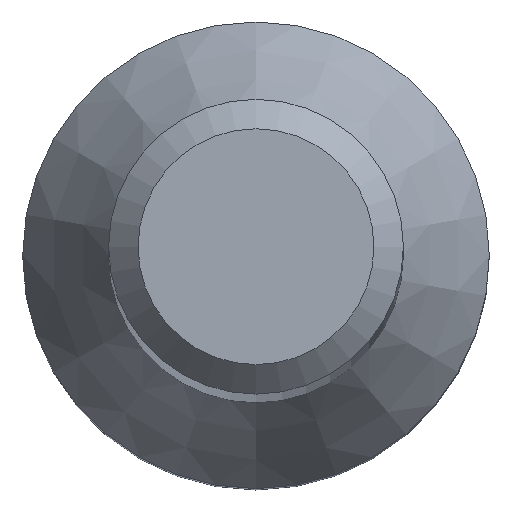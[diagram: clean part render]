
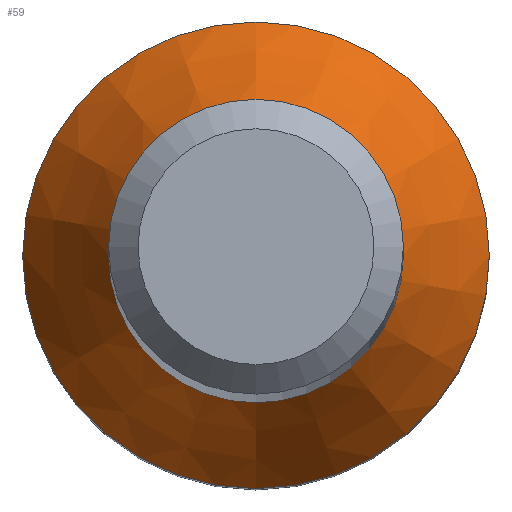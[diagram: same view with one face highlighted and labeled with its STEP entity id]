
A CAD part, top view. The second image highlights one B-rep face of the part: STEP entity #59.
In plain terms, the highlighted conical face has half-angle 30 degrees and reference radius 4.75 mm.
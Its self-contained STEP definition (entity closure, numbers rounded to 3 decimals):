
#1 = AXIS2_PLACEMENT_3D ( 'NONE', #195, #26, #151 ) ;
#4 = AXIS2_PLACEMENT_3D ( 'NONE', #218, #174, #229 ) ;
#8 = DIRECTION ( 'NONE',  ( 0., 0., -1. ) ) ;
#10 = CARTESIAN_POINT ( 'NONE',  ( 0., 0., 19.031 ) ) ;
#26 = DIRECTION ( 'NONE',  ( 0., 0., -1. ) ) ;
#27 = FACE_OUTER_BOUND ( 'NONE', #220, .T. ) ;
#59 = ADVANCED_FACE ( 'NONE', ( #98, #27 ), #168, .T. ) ;
#78 = EDGE_CURVE ( 'NONE', #159, #159, #208, .T. ) ;
#98 = FACE_BOUND ( 'NONE', #204, .T. ) ;
#100 = DIRECTION ( 'NONE',  ( 0., 1., 0. ) ) ;
#105 = EDGE_CURVE ( 'NONE', #155, #155, #162, .T. ) ;
#111 = ORIENTED_EDGE ( 'NONE', *, *, #105, .T. ) ;
#136 = CARTESIAN_POINT ( 'NONE',  ( 0., 4.75, 16. ) ) ;
#150 = AXIS2_PLACEMENT_3D ( 'NONE', #10, #8, #100 ) ;
#151 = DIRECTION ( 'NONE',  ( 0., 1., 0. ) ) ;
#155 = VERTEX_POINT ( 'NONE', #158 ) ;
#158 = CARTESIAN_POINT ( 'NONE',  ( 0., 3., 19.031 ) ) ;
#159 = VERTEX_POINT ( 'NONE', #136 ) ;
#162 = CIRCLE ( 'NONE', #150, 3. ) ;
#168 = CONICAL_SURFACE ( 'NONE', #4, 4.75, 0.524 ) ;
#174 = DIRECTION ( 'NONE',  ( 0., 0., -1. ) ) ;
#195 = CARTESIAN_POINT ( 'NONE',  ( 0., 0., 16. ) ) ;
#202 = ORIENTED_EDGE ( 'NONE', *, *, #78, .F. ) ;
#204 = EDGE_LOOP ( 'NONE', ( #111 ) ) ;
#208 = CIRCLE ( 'NONE', #1, 4.75 ) ;
#218 = CARTESIAN_POINT ( 'NONE',  ( 0., 0., 16. ) ) ;
#220 = EDGE_LOOP ( 'NONE', ( #202 ) ) ;
#229 = DIRECTION ( 'NONE',  ( 0., 1., 0. ) ) ;
